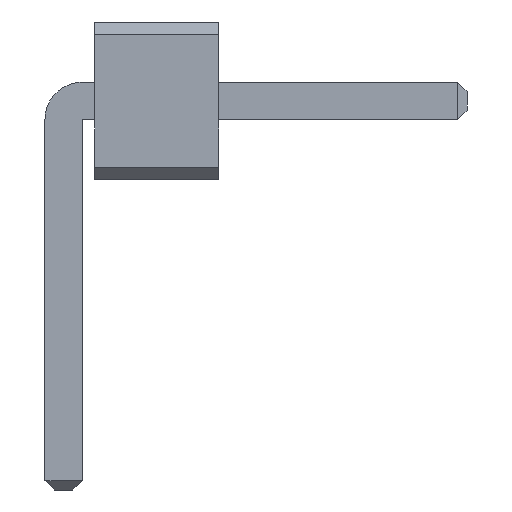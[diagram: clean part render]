
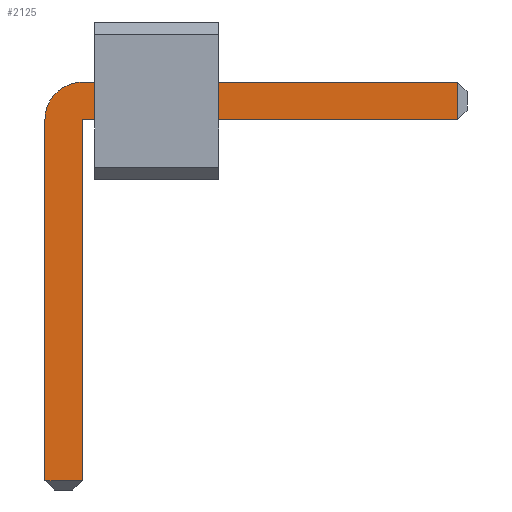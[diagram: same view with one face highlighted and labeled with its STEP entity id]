
A CAD part, front view. The second image highlights one B-rep face of the part: STEP entity #2125.
In plain terms, the highlighted planar face has unit normal (0, -1, 0).
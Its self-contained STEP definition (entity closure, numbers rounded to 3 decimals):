
#13=DIRECTION('',(0.,0.,1.));
#910=VECTOR('',#13,1.);
#1896=DIRECTION('',(0.,0.,-1.));
#1928=VECTOR('',#1929,1.);
#1929=DIRECTION('',(1.,0.,0.));
#1935=VECTOR('',#1896,1.);
#1942=VECTOR('',#1943,1.);
#1943=DIRECTION('',(-1.,0.,0.));
#1964=DIRECTION('',(-0.,1.,0.));
#1968=DIRECTION('',(0.,1.,0.));
#1969=DIRECTION('',(0.,0.,1.));
#1976=VERTEX_POINT('',#1977);
#1977=CARTESIAN_POINT('',(0.15,-14.15,0.785));
#1979=ORIENTED_EDGE('',*,*,#1980,.T.);
#1980=EDGE_CURVE('',#1976,#1981,#1983,.T.);
#1981=VERTEX_POINT('',#1982);
#1982=CARTESIAN_POINT('',(3.175,-14.15,0.785));
#1983=LINE('',#1984,#1928);
#1984=CARTESIAN_POINT('',(-0.15,-14.15,0.785));
#2021=EDGE_CURVE('',#2022,#1976,#2024,.T.);
#2022=VERTEX_POINT('',#2023);
#2023=CARTESIAN_POINT('',(-0.15,-14.15,0.485));
#2024=CIRCLE('',#2025,0.3);
#2025=AXIS2_PLACEMENT_3D('',#2026,#1964,#1896);
#2026=CARTESIAN_POINT('',(0.15,-14.15,0.485));
#2038=VERTEX_POINT('',#2039);
#2039=CARTESIAN_POINT('',(3.175,-14.15,0.485));
#2041=ORIENTED_EDGE('',*,*,#2042,.T.);
#2042=EDGE_CURVE('',#2038,#2043,#2044,.T.);
#2043=VERTEX_POINT('',#2026);
#2044=LINE('',#2045,#1942);
#2045=CARTESIAN_POINT('',(3.25,-14.15,0.485));
#2057=VERTEX_POINT('',#2058);
#2058=CARTESIAN_POINT('',(-0.15,-14.15,-2.425));
#2060=ORIENTED_EDGE('',*,*,#2061,.T.);
#2061=EDGE_CURVE('',#2057,#2022,#2062,.T.);
#2062=LINE('',#2063,#910);
#2063=CARTESIAN_POINT('',(-0.15,-14.15,-2.5));
#2071=ORIENTED_EDGE('',*,*,#2072,.T.);
#2072=EDGE_CURVE('',#2043,#2073,#2075,.T.);
#2073=VERTEX_POINT('',#2074);
#2074=CARTESIAN_POINT('',(0.15,-14.15,-2.425));
#2075=LINE('',#2026,#1935);
#2125=ADVANCED_FACE('',(#2126),#2135,.F.);
#2126=FACE_BOUND('',#2127,.F.);
#2127=EDGE_LOOP('',(#1979,#2128,#2041,#2071,#2131,#2060,#2134));
#2128=ORIENTED_EDGE('',*,*,#2129,.T.);
#2129=EDGE_CURVE('',#1981,#2038,#2130,.T.);
#2130=LINE('',#1982,#1935);
#2131=ORIENTED_EDGE('',*,*,#2132,.T.);
#2132=EDGE_CURVE('',#2073,#2057,#2133,.T.);
#2133=LINE('',#2074,#1942);
#2134=ORIENTED_EDGE('',*,*,#2021,.T.);
#2135=PLANE('',#2136);
#2136=AXIS2_PLACEMENT_3D('',#2137,#1968,#1969);
#2137=CARTESIAN_POINT('',(0.858,-14.15,-0.165));
